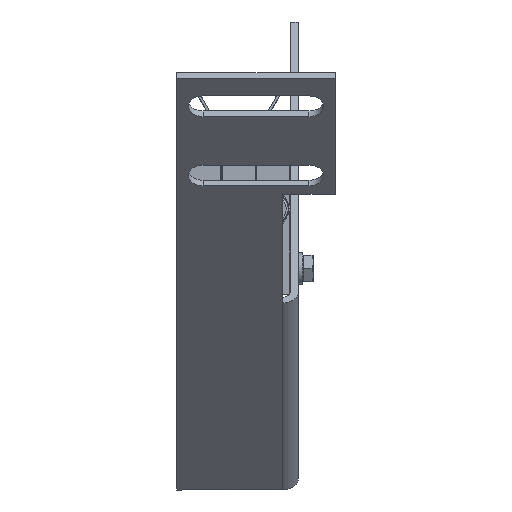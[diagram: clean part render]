
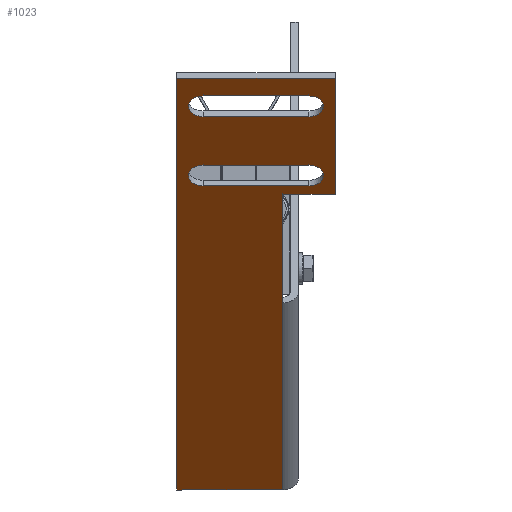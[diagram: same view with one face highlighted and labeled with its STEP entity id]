
A CAD part, front view. The second image highlights one B-rep face of the part: STEP entity #1023.
In plain terms, the highlighted face is planar.
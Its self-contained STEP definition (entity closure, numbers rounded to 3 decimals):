
#860=CARTESIAN_POINT('',(100.,150.,6.));
#861=VERTEX_POINT('',#860);
#879=CARTESIAN_POINT('',(0.,150.0,6.));
#880=VERTEX_POINT('',#879);
#888=CARTESIAN_POINT('',(0.,150.0,6.));
#889=DIRECTION('',(1.0,0.0,0.0));
#890=VECTOR('',#889,100.);
#891=LINE('',#888,#890);
#892=EDGE_CURVE('',#880,#861,#891,.T.);
#897=CARTESIAN_POINT('',(0.,150.0,0.0));
#898=DIRECTION('',(0.0,1.0,0.0));
#899=DIRECTION('',(0.0,0.0,1.0));
#900=AXIS2_PLACEMENT_3D('',#897,#898,#899);
#901=PLANE('',#900);
#902=ORIENTED_EDGE('',*,*,#892,.F.);
#903=CARTESIAN_POINT('',(-58.,150.,6.));
#904=VERTEX_POINT('',#903);
#905=CARTESIAN_POINT('',(0.,150.0,6.));
#906=DIRECTION('',(-1.0,0.0,0.0));
#907=VECTOR('',#906,58.);
#908=LINE('',#905,#907);
#909=EDGE_CURVE('',#880,#904,#908,.T.);
#910=ORIENTED_EDGE('',*,*,#909,.T.);
#911=CARTESIAN_POINT('',(-58.,150.,-14.));
#912=VERTEX_POINT('',#911);
#913=CARTESIAN_POINT('',(-58.,150.,6.));
#914=DIRECTION('',(0.0,0.0,-1.0));
#915=VECTOR('',#914,20.);
#916=LINE('',#913,#915);
#917=EDGE_CURVE('',#904,#912,#916,.T.);
#918=ORIENTED_EDGE('',*,*,#917,.T.);
#919=CARTESIAN_POINT('',(-120.,150.,-14.));
#920=VERTEX_POINT('',#919);
#921=CARTESIAN_POINT('',(-58.,150.0,-14.));
#922=DIRECTION('',(-1.0,0.0,0.0));
#923=VECTOR('',#922,62.);
#924=LINE('',#921,#923);
#925=EDGE_CURVE('',#912,#920,#924,.T.);
#926=ORIENTED_EDGE('',*,*,#925,.T.);
#927=CARTESIAN_POINT('',(-120.,150.,46.));
#928=VERTEX_POINT('',#927);
#929=CARTESIAN_POINT('',(-120.,150.,-14.));
#930=DIRECTION('',(0.0,0.0,1.0));
#931=VECTOR('',#930,60.0);
#932=LINE('',#929,#931);
#933=EDGE_CURVE('',#920,#928,#932,.T.);
#934=ORIENTED_EDGE('',*,*,#933,.T.);
#935=CARTESIAN_POINT('',(100.,150.,46.0));
#936=VERTEX_POINT('',#935);
#937=CARTESIAN_POINT('',(-120.,150.,46.));
#938=DIRECTION('',(1.0,0.0,0.0));
#939=VECTOR('',#938,220.0);
#940=LINE('',#937,#939);
#941=EDGE_CURVE('',#928,#936,#940,.T.);
#942=ORIENTED_EDGE('',*,*,#941,.T.);
#943=CARTESIAN_POINT('',(100.,150.,6.));
#944=DIRECTION('',(0.0,0.0,1.0));
#945=VECTOR('',#944,40.0);
#946=LINE('',#943,#945);
#947=EDGE_CURVE('',#861,#936,#946,.T.);
#948=ORIENTED_EDGE('',*,*,#947,.F.);
#949=EDGE_LOOP('',(#902,#910,#918,#926,#934,#942,#948));
#950=FACE_OUTER_BOUND('',#949,.T.);
#951=CARTESIAN_POINT('',(-73.5,150.,36.));
#952=VERTEX_POINT('',#951);
#953=CARTESIAN_POINT('',(-73.5,150.,-4.));
#954=VERTEX_POINT('',#953);
#955=CARTESIAN_POINT('',(-73.5,150.,36.0));
#956=DIRECTION('',(0.0,0.0,-1.0));
#957=VECTOR('',#956,40.);
#958=LINE('',#955,#957);
#959=EDGE_CURVE('',#952,#954,#958,.T.);
#960=ORIENTED_EDGE('',*,*,#959,.T.);
#961=CARTESIAN_POINT('',(-62.5,150.,-4.));
#962=VERTEX_POINT('',#961);
#963=CARTESIAN_POINT('',(-68.,150.0,-4.));
#964=DIRECTION('',(0.0,-1.0,0.0));
#965=DIRECTION('',(-1.0,0.0,0.0));
#966=AXIS2_PLACEMENT_3D('',#963,#964,#965);
#967=CIRCLE('',#966,5.5);
#968=EDGE_CURVE('',#954,#962,#967,.T.);
#969=ORIENTED_EDGE('',*,*,#968,.T.);
#970=CARTESIAN_POINT('',(-62.5,150.,36.));
#971=VERTEX_POINT('',#970);
#972=CARTESIAN_POINT('',(-62.5,150.0,-4.));
#973=DIRECTION('',(0.0,0.0,1.0));
#974=VECTOR('',#973,40.0);
#975=LINE('',#972,#974);
#976=EDGE_CURVE('',#962,#971,#975,.T.);
#977=ORIENTED_EDGE('',*,*,#976,.T.);
#978=CARTESIAN_POINT('',(-68.,150.0,36.));
#979=DIRECTION('',(0.0,-1.0,0.0));
#980=DIRECTION('',(-1.0,0.0,0.0));
#981=AXIS2_PLACEMENT_3D('',#978,#979,#980);
#982=CIRCLE('',#981,5.5);
#983=EDGE_CURVE('',#971,#952,#982,.T.);
#984=ORIENTED_EDGE('',*,*,#983,.T.);
#985=EDGE_LOOP('',(#960,#969,#977,#984));
#986=FACE_BOUND('',#985,.T.);
#987=CARTESIAN_POINT('',(-99.5,150.,-4.));
#988=VERTEX_POINT('',#987);
#989=CARTESIAN_POINT('',(-99.5,150.,36.));
#990=VERTEX_POINT('',#989);
#991=CARTESIAN_POINT('',(-99.5,150.,-4.));
#992=DIRECTION('',(0.0,0.0,1.0));
#993=VECTOR('',#992,40.0);
#994=LINE('',#991,#993);
#995=EDGE_CURVE('',#988,#990,#994,.T.);
#996=ORIENTED_EDGE('',*,*,#995,.T.);
#997=CARTESIAN_POINT('',(-110.5,150.,36.));
#998=VERTEX_POINT('',#997);
#999=CARTESIAN_POINT('',(-105.,150.0,36.));
#1000=DIRECTION('',(0.0,-1.0,0.0));
#1001=DIRECTION('',(-1.0,0.0,0.0));
#1002=AXIS2_PLACEMENT_3D('',#999,#1000,#1001);
#1003=CIRCLE('',#1002,5.5);
#1004=EDGE_CURVE('',#990,#998,#1003,.T.);
#1005=ORIENTED_EDGE('',*,*,#1004,.T.);
#1006=CARTESIAN_POINT('',(-110.5,150.,-4.));
#1007=VERTEX_POINT('',#1006);
#1008=CARTESIAN_POINT('',(-110.5,150.,36.));
#1009=DIRECTION('',(0.0,0.0,-1.0));
#1010=VECTOR('',#1009,40.0);
#1011=LINE('',#1008,#1010);
#1012=EDGE_CURVE('',#998,#1007,#1011,.T.);
#1013=ORIENTED_EDGE('',*,*,#1012,.T.);
#1014=CARTESIAN_POINT('',(-105.,150.0,-4.));
#1015=DIRECTION('',(0.0,-1.0,0.0));
#1016=DIRECTION('',(-1.0,0.0,0.0));
#1017=AXIS2_PLACEMENT_3D('',#1014,#1015,#1016);
#1018=CIRCLE('',#1017,5.5);
#1019=EDGE_CURVE('',#1007,#988,#1018,.T.);
#1020=ORIENTED_EDGE('',*,*,#1019,.T.);
#1021=EDGE_LOOP('',(#996,#1005,#1013,#1020));
#1022=FACE_BOUND('',#1021,.T.);
#1023=ADVANCED_FACE('',(#950,#986,#1022),#901,.T.);
